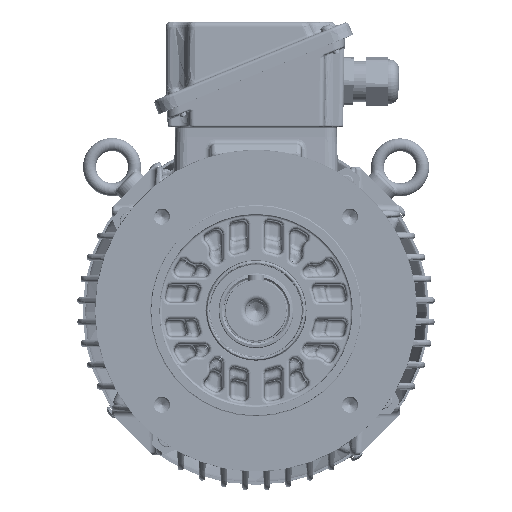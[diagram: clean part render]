
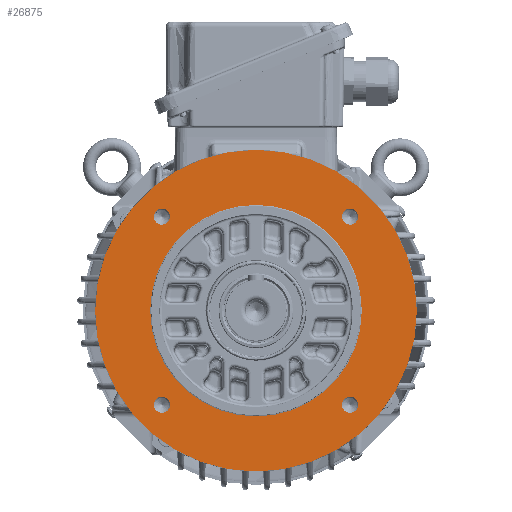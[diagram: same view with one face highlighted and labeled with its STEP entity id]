
A CAD part, top view. The second image highlights one B-rep face of the part: STEP entity #26875.
In plain terms, the highlighted planar face has unit normal (0, 0, 1).
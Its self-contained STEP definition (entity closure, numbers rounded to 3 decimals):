
#3834=PLANE('',#90631);
#26875=ADVANCED_FACE('',(#28790,#28791,#28792,#28793,#28794,#28795),#3834,
 .F.);
#28790=FACE_BOUND('',#33409,.T.);
#28791=FACE_BOUND('',#33410,.T.);
#28792=FACE_BOUND('',#33411,.T.);
#28793=FACE_BOUND('',#33412,.T.);
#28794=FACE_BOUND('',#33413,.T.);
#28795=FACE_BOUND('',#33414,.T.);
#33409=EDGE_LOOP('',(#54541));
#33410=EDGE_LOOP('',(#54542));
#33411=EDGE_LOOP('',(#54543));
#33412=EDGE_LOOP('',(#54544));
#33413=EDGE_LOOP('',(#54545));
#33414=EDGE_LOOP('',(#54546));
#54541=ORIENTED_EDGE('',*,*,#75778,.T.);
#54542=ORIENTED_EDGE('',*,*,#75911,.T.);
#54543=ORIENTED_EDGE('',*,*,#75908,.T.);
#54544=ORIENTED_EDGE('',*,*,#75905,.T.);
#54545=ORIENTED_EDGE('',*,*,#77630,.T.);
#54546=ORIENTED_EDGE('',*,*,#77632,.T.);
#63154=VERTEX_POINT('',#184049);
#63275=VERTEX_POINT('',#185297);
#63279=VERTEX_POINT('',#185307);
#63283=VERTEX_POINT('',#185317);
#64282=VERTEX_POINT('',#197589);
#64284=VERTEX_POINT('',#197595);
#75778=EDGE_CURVE('',#63154,#63154,#81760,.T.);
#75905=EDGE_CURVE('',#63275,#63275,#81811,.T.);
#75908=EDGE_CURVE('',#63279,#63279,#81814,.T.);
#75911=EDGE_CURVE('',#63283,#63283,#81817,.T.);
#77630=EDGE_CURVE('',#64282,#64282,#82577,.T.);
#77632=EDGE_CURVE('',#64284,#64284,#82579,.T.);
#81760=CIRCLE('',#89336,65.6);
#81811=CIRCLE('',#89413,5.);
#81814=CIRCLE('',#89419,5.);
#81817=CIRCLE('',#89425,5.);
#82577=CIRCLE('',#90626,5.);
#82579=CIRCLE('',#90630,99.75);
#89336=AXIS2_PLACEMENT_3D('',#184048,#108087,#108088);
#89413=AXIS2_PLACEMENT_3D('',#185296,#108259,#108260);
#89419=AXIS2_PLACEMENT_3D('',#185306,#108271,#108272);
#89425=AXIS2_PLACEMENT_3D('',#185316,#108283,#108284);
#90626=AXIS2_PLACEMENT_3D('',#197588,#110917,#110918);
#90630=AXIS2_PLACEMENT_3D('',#197594,#110925,#110926);
#90631=AXIS2_PLACEMENT_3D('',#197596,#110927,#110928);
#108087=DIRECTION('',(0.,0.,-1.));
#108088=DIRECTION('',(-1.,0.,0.));
#108259=DIRECTION('',(0.,0.,-1.));
#108260=DIRECTION('',(-1.,0.,0.));
#108271=DIRECTION('',(0.,0.,-1.));
#108272=DIRECTION('',(-1.,0.,0.));
#108283=DIRECTION('',(0.,0.,-1.));
#108284=DIRECTION('',(-1.,0.,0.));
#110917=DIRECTION('',(0.,0.,-1.));
#110918=DIRECTION('',(-1.,0.,0.));
#110925=DIRECTION('',(0.,0.,1.));
#110926=DIRECTION('',(1.,0.,0.));
#110927=DIRECTION('',(0.,0.,-1.));
#110928=DIRECTION('',(-1.,0.,0.));
#184048=CARTESIAN_POINT('',(0.,0.,0.));
#184049=CARTESIAN_POINT('',(-65.6,0.,0.));
#185296=CARTESIAN_POINT('',(-58.336,-58.336,0.));
#185297=CARTESIAN_POINT('',(-63.336,-58.336,0.));
#185306=CARTESIAN_POINT('',(-58.336,58.336,0.));
#185307=CARTESIAN_POINT('',(-63.336,58.336,0.));
#185316=CARTESIAN_POINT('',(58.336,58.336,0.));
#185317=CARTESIAN_POINT('',(53.336,58.336,0.));
#197588=CARTESIAN_POINT('',(58.336,-58.336,0.));
#197589=CARTESIAN_POINT('',(53.336,-58.336,0.));
#197594=CARTESIAN_POINT('',(0.,0.,0.));
#197595=CARTESIAN_POINT('',(99.75,0.,0.));
#197596=CARTESIAN_POINT('',(0.,65.,0.));
